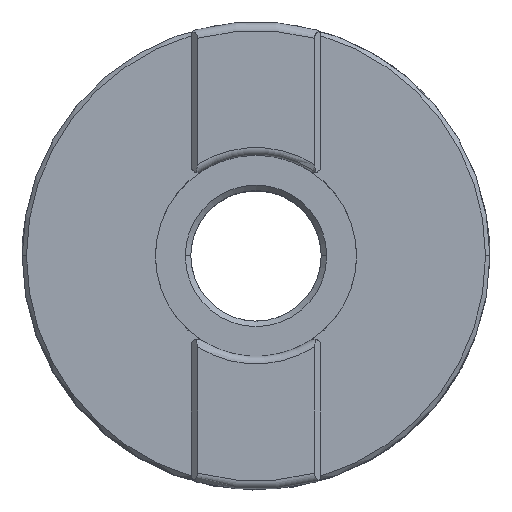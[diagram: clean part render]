
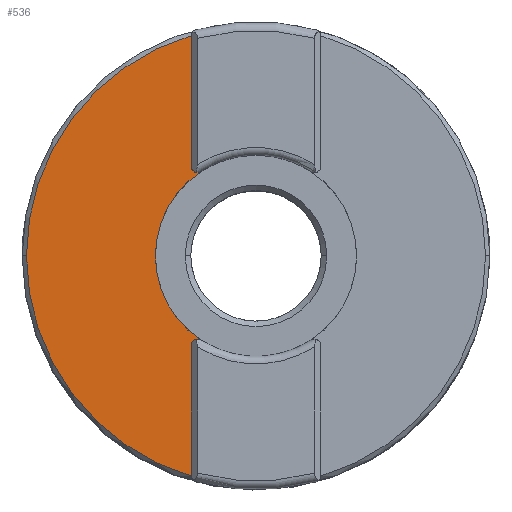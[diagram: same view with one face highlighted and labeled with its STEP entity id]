
A CAD part, top view. The second image highlights one B-rep face of the part: STEP entity #536.
In plain terms, the highlighted planar face has unit normal (0, 0, 1).
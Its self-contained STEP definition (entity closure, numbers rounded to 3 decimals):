
#7 = CARTESIAN_POINT ( 'NONE',  ( 0., 0., 16.5 ) ) ;
#42 = CARTESIAN_POINT ( 'NONE',  ( -5.97, -20.238, 16.5 ) ) ;
#72 = VERTEX_POINT ( 'NONE', #83 ) ;
#83 = CARTESIAN_POINT ( 'NONE',  ( -21.1, 0., 16.5 ) ) ;
#91 = EDGE_CURVE ( 'NONE', #1038, #72, #3120, .T. ) ;
#145 = DIRECTION ( 'NONE',  ( 1., 0., 0. ) ) ;
#176 = VECTOR ( 'NONE', #230, 1000. ) ;
#182 = CIRCLE ( 'NONE', #2517, 21.1 ) ;
#230 = DIRECTION ( 'NONE',  ( 0., 1., 0. ) ) ;
#253 = CARTESIAN_POINT ( 'NONE',  ( -5.37, 8.257, 16.5 ) ) ;
#291 = DIRECTION ( 'NONE',  ( 0., 0., -1. ) ) ;
#309 = ORIENTED_EDGE ( 'NONE', *, *, #3470, .T. ) ;
#536 = ADVANCED_FACE ( 'NONE', ( #1369 ), #2997, .T. ) ;
#641 = VERTEX_POINT ( 'NONE', #2610 ) ;
#654 = LINE ( 'NONE', #1735, #1736 ) ;
#827 = CARTESIAN_POINT ( 'NONE',  ( 0., 0., 16.5 ) ) ;
#877 = EDGE_CURVE ( 'NONE', #641, #1055, #2108, .T. ) ;
#883 = EDGE_CURVE ( 'NONE', #2635, #1816, #1378, .T. ) ;
#914 = AXIS2_PLACEMENT_3D ( 'NONE', #253, #1368, #1094 ) ;
#1038 = VERTEX_POINT ( 'NONE', #42 ) ;
#1055 = VERTEX_POINT ( 'NONE', #2206 ) ;
#1056 = LINE ( 'NONE', #1352, #176 ) ;
#1094 = DIRECTION ( 'NONE',  ( 1., 0., 0. ) ) ;
#1192 = DIRECTION ( 'NONE',  ( 0., 0., -1. ) ) ;
#1279 = EDGE_CURVE ( 'NONE', #1038, #641, #1056, .T. ) ;
#1352 = CARTESIAN_POINT ( 'NONE',  ( -5.97, 20.655, 16.5 ) ) ;
#1368 = DIRECTION ( 'NONE',  ( 0., 0., -1. ) ) ;
#1369 = FACE_OUTER_BOUND ( 'NONE', #3358, .T. ) ;
#1378 = CIRCLE ( 'NONE', #914, 0.6 ) ;
#1454 = DIRECTION ( 'NONE',  ( 1., 0., 0. ) ) ;
#1485 = ORIENTED_EDGE ( 'NONE', *, *, #1807, .F. ) ;
#1514 = ORIENTED_EDGE ( 'NONE', *, *, #3083, .T. ) ;
#1607 = AXIS2_PLACEMENT_3D ( 'NONE', #1620, #2465, #3030 ) ;
#1619 = DIRECTION ( 'NONE',  ( 0., 0., -1. ) ) ;
#1620 = CARTESIAN_POINT ( 'NONE',  ( 0., 0., 16.5 ) ) ;
#1692 = CARTESIAN_POINT ( 'NONE',  ( 0., 0., 16.5 ) ) ;
#1706 = ORIENTED_EDGE ( 'NONE', *, *, #1279, .T. ) ;
#1735 = CARTESIAN_POINT ( 'NONE',  ( -5.97, 20.655, 16.5 ) ) ;
#1736 = VECTOR ( 'NONE', #2827, 1000. ) ;
#1807 = EDGE_CURVE ( 'NONE', #72, #3024, #182, .T. ) ;
#1816 = VERTEX_POINT ( 'NONE', #2731 ) ;
#1848 = DIRECTION ( 'NONE',  ( 1., 0., 0. ) ) ;
#1895 = CARTESIAN_POINT ( 'NONE',  ( -5.37, -8.257, 16.5 ) ) ;
#1949 = VERTEX_POINT ( 'NONE', #3438 ) ;
#2108 = CIRCLE ( 'NONE', #2407, 0.6 ) ;
#2206 = CARTESIAN_POINT ( 'NONE',  ( -5.043, -7.754, 16.5 ) ) ;
#2213 = DIRECTION ( 'NONE',  ( 1., 0., 0. ) ) ;
#2407 = AXIS2_PLACEMENT_3D ( 'NONE', #1895, #1619, #1848 ) ;
#2465 = DIRECTION ( 'NONE',  ( 0., 0., 1. ) ) ;
#2497 = CARTESIAN_POINT ( 'NONE',  ( 0., 0., 16.5 ) ) ;
#2517 = AXIS2_PLACEMENT_3D ( 'NONE', #7, #291, #2778 ) ;
#2610 = CARTESIAN_POINT ( 'NONE',  ( -5.97, -8.257, 16.5 ) ) ;
#2635 = VERTEX_POINT ( 'NONE', #2952 ) ;
#2731 = CARTESIAN_POINT ( 'NONE',  ( -5.97, 8.257, 16.5 ) ) ;
#2732 = EDGE_CURVE ( 'NONE', #1816, #3024, #654, .T. ) ;
#2778 = DIRECTION ( 'NONE',  ( 1., 0., 0. ) ) ;
#2784 = DIRECTION ( 'NONE',  ( 0., 0., -1. ) ) ;
#2827 = DIRECTION ( 'NONE',  ( 0., 1., 0. ) ) ;
#2835 = ORIENTED_EDGE ( 'NONE', *, *, #877, .T. ) ;
#2952 = CARTESIAN_POINT ( 'NONE',  ( -5.043, 7.754, 16.5 ) ) ;
#2967 = CARTESIAN_POINT ( 'NONE',  ( -5.97, 20.238, 16.5 ) ) ;
#2978 = CIRCLE ( 'NONE', #3440, 9.25 ) ;
#2997 = PLANE ( 'NONE',  #1607 ) ;
#3004 = DIRECTION ( 'NONE',  ( 0., 0., -1. ) ) ;
#3024 = VERTEX_POINT ( 'NONE', #2967 ) ;
#3030 = DIRECTION ( 'NONE',  ( 1., 0., 0. ) ) ;
#3067 = AXIS2_PLACEMENT_3D ( 'NONE', #827, #3004, #2213 ) ;
#3069 = ORIENTED_EDGE ( 'NONE', *, *, #2732, .T. ) ;
#3083 = EDGE_CURVE ( 'NONE', #1055, #1949, #2978, .T. ) ;
#3120 = CIRCLE ( 'NONE', #3067, 21.1 ) ;
#3162 = AXIS2_PLACEMENT_3D ( 'NONE', #1692, #2784, #145 ) ;
#3229 = CIRCLE ( 'NONE', #3162, 9.25 ) ;
#3299 = ORIENTED_EDGE ( 'NONE', *, *, #91, .F. ) ;
#3358 = EDGE_LOOP ( 'NONE', ( #1706, #2835, #1514, #309, #3521, #3069, #1485, #3299 ) ) ;
#3438 = CARTESIAN_POINT ( 'NONE',  ( -9.25, 0., 16.5 ) ) ;
#3440 = AXIS2_PLACEMENT_3D ( 'NONE', #2497, #1192, #1454 ) ;
#3470 = EDGE_CURVE ( 'NONE', #1949, #2635, #3229, .T. ) ;
#3521 = ORIENTED_EDGE ( 'NONE', *, *, #883, .T. ) ;
